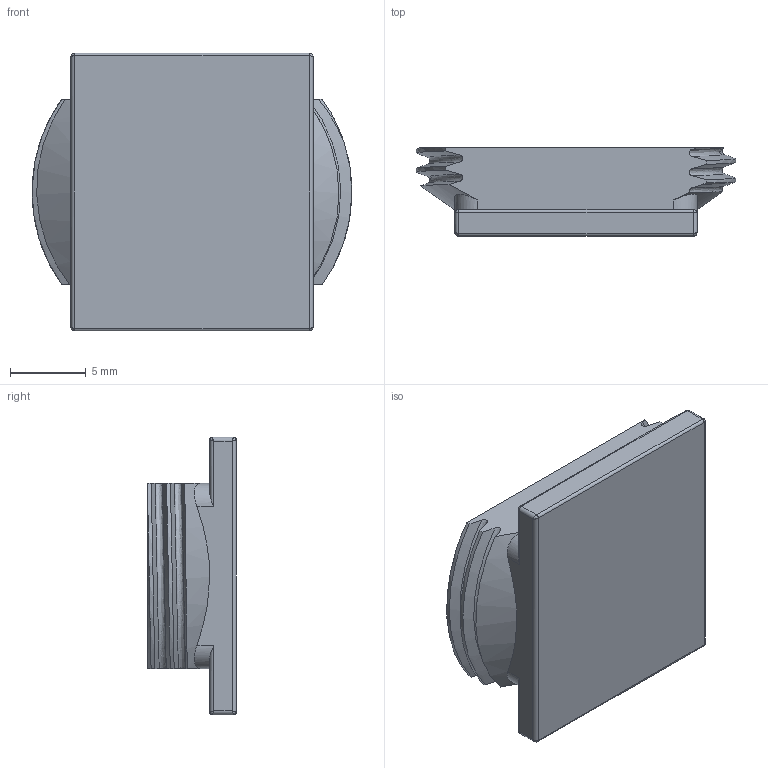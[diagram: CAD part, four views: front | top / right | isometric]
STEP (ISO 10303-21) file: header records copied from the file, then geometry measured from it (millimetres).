
FILE_DESCRIPTION((''),'2;1');
FILE_NAME('HOTSHOE_MOUNT','2020-09-04T10:38:12',('Matt Visnovsky'),(''),'CREO PARAMETRIC BY PTC INC, 2018100','CREO PARAMETRIC BY PTC INC, 2018100','');
FILE_SCHEMA(('CONFIG_CONTROL_DESIGN'));
Length unit declared in the file: inch
Products named in the file (1): HOTSHOE_MOUNT
Bounding box: 21.13 x 5.84 x 18.35 mm (x, y, z)
Volume: 1421.5 mm3; surface area: 1047 mm2
Topology: 1 solids, 1 shells, 58 faces, 144 edges, 88 vertices
Faces by surface type: bspline 23, cylinder 22, plane 10, cone 3
Entity records: 4172 total; most frequent: CARTESIAN_POINT 2993, ORIENTED_EDGE 288, DIRECTION 146, EDGE_CURVE 144, VERTEX_POINT 88, B_SPLINE_CURVE_WITH_KNOTS 82, EDGE_LOOP 58, FACE_OUTER_BOUND 58
